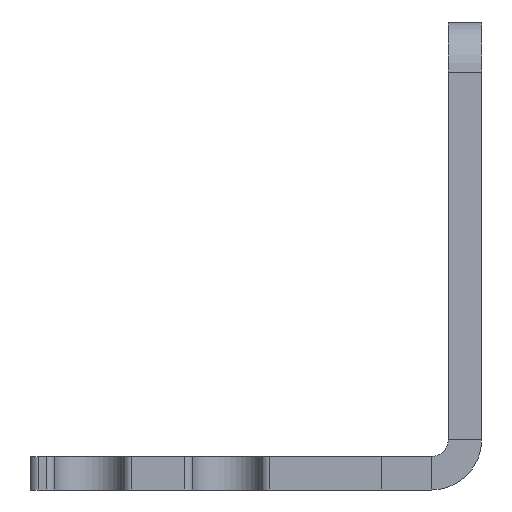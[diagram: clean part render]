
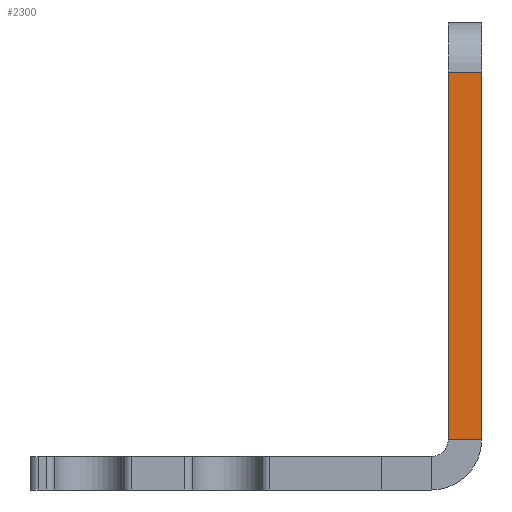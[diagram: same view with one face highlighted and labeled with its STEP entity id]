
A CAD part, left-side view. The second image highlights one B-rep face of the part: STEP entity #2300.
In plain terms, the highlighted planar face has unit normal (-1, 0, 0).
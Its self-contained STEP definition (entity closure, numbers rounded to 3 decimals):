
#139 = CARTESIAN_POINT ( 'NONE',  ( -57.5, -16.25, 3. ) ) ;
#214 = DIRECTION ( 'NONE',  ( 0., 1., 0. ) ) ;
#246 = EDGE_CURVE ( 'NONE', #704, #2925, #3307, .T. ) ;
#430 = DIRECTION ( 'NONE',  ( 1., 0., 0. ) ) ;
#470 = CARTESIAN_POINT ( 'NONE',  ( -57.5, -16.25, 3. ) ) ;
#698 = EDGE_LOOP ( 'NONE', ( #2039, #3101, #2289, #1128 ) ) ;
#704 = VERTEX_POINT ( 'NONE', #3267 ) ;
#730 = LINE ( 'NONE', #139, #1469 ) ;
#1034 = DIRECTION ( 'NONE',  ( 0., 0., 1. ) ) ;
#1109 = AXIS2_PLACEMENT_3D ( 'NONE', #3445, #430, #214 ) ;
#1128 = ORIENTED_EDGE ( 'NONE', *, *, #1572, .T. ) ;
#1260 = CARTESIAN_POINT ( 'NONE',  ( -57.5, -14.25, 25. ) ) ;
#1321 = DIRECTION ( 'NONE',  ( 0., 1., 0. ) ) ;
#1393 = CARTESIAN_POINT ( 'NONE',  ( -57.5, -14.25, 3. ) ) ;
#1428 = LINE ( 'NONE', #2023, #3768 ) ;
#1469 = VECTOR ( 'NONE', #1321, 1000. ) ;
#1572 = EDGE_CURVE ( 'NONE', #2302, #704, #2743, .T. ) ;
#1607 = CARTESIAN_POINT ( 'NONE',  ( -57.5, -16.25, 3. ) ) ;
#1808 = VECTOR ( 'NONE', #2418, 1000. ) ;
#1861 = CARTESIAN_POINT ( 'NONE',  ( -57.5, -16.25, 25. ) ) ;
#1920 = PLANE ( 'NONE',  #1109 ) ;
#2023 = CARTESIAN_POINT ( 'NONE',  ( -57.5, -14.25, 3. ) ) ;
#2039 = ORIENTED_EDGE ( 'NONE', *, *, #246, .T. ) ;
#2211 = FACE_OUTER_BOUND ( 'NONE', #698, .T. ) ;
#2289 = ORIENTED_EDGE ( 'NONE', *, *, #2711, .F. ) ;
#2300 = ADVANCED_FACE ( 'NONE', ( #2211 ), #1920, .F. ) ;
#2302 = VERTEX_POINT ( 'NONE', #470 ) ;
#2418 = DIRECTION ( 'NONE',  ( 0., 1., 0. ) ) ;
#2603 = DIRECTION ( 'NONE',  ( 0., 0., 1. ) ) ;
#2711 = EDGE_CURVE ( 'NONE', #2302, #3331, #730, .T. ) ;
#2743 = LINE ( 'NONE', #1607, #3508 ) ;
#2925 = VERTEX_POINT ( 'NONE', #1260 ) ;
#3101 = ORIENTED_EDGE ( 'NONE', *, *, #3608, .F. ) ;
#3267 = CARTESIAN_POINT ( 'NONE',  ( -57.5, -16.25, 25. ) ) ;
#3307 = LINE ( 'NONE', #1861, #1808 ) ;
#3331 = VERTEX_POINT ( 'NONE', #1393 ) ;
#3445 = CARTESIAN_POINT ( 'NONE',  ( -57.5, -16.25, 3. ) ) ;
#3508 = VECTOR ( 'NONE', #1034, 1000. ) ;
#3608 = EDGE_CURVE ( 'NONE', #3331, #2925, #1428, .T. ) ;
#3768 = VECTOR ( 'NONE', #2603, 1000. ) ;
